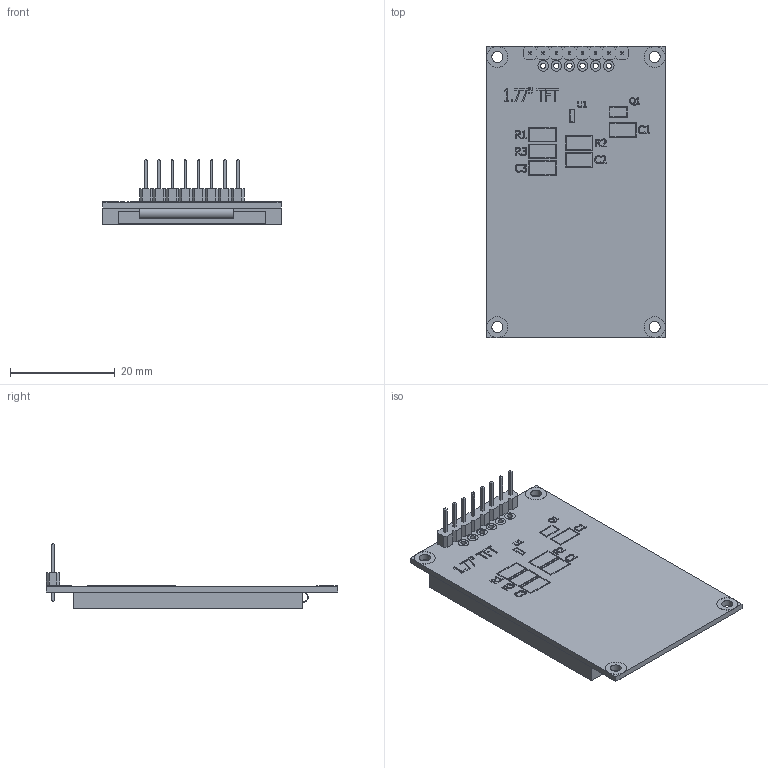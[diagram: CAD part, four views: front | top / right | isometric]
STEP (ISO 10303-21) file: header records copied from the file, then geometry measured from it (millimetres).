
FILE_DESCRIPTION(/* description */ (''),/* implementation_level */ '2;1');
FILE_NAME(/* name */ '1e77-TFT-160x128.stp',/* time_stamp */ '2022-05-13T10:58:10+02:00',/* author */ ('ESPEU03'),/* organization */ (''),/* preprocessor_version */ 'ST-DEVELOPER v18.1',/* originating_system */ 'Autodesk Inventor 2022',/* authorisation */ '');
FILE_SCHEMA (('AUTOMOTIVE_DESIGN { 1 0 10303 214 3 1 1 }'));
Length unit declared in the file: millimetre
Products named in the file (1): 1e77-TFT-160x128
Bounding box: 34 x 55.5 x 12.3 mm (x, y, z)
Volume: 6599.6 mm3; surface area: 8773.7 mm2
Topology: 13 solids, 13 shells, 946 faces, 2439 edges, 1598 vertices
Faces by surface type: plane 654, bspline 260, cylinder 32
Full cylindrical faces by diameter (mm): 1 x6, 2 x12, 2.1 x4, 4 x8
Entity records: 30713 total; most frequent: CARTESIAN_POINT 9165, ORIENTED_EDGE 4878, DIRECTION 3371, EDGE_CURVE 2439, LINE 1845, VECTOR 1845, VERTEX_POINT 1598, EDGE_LOOP 1047
